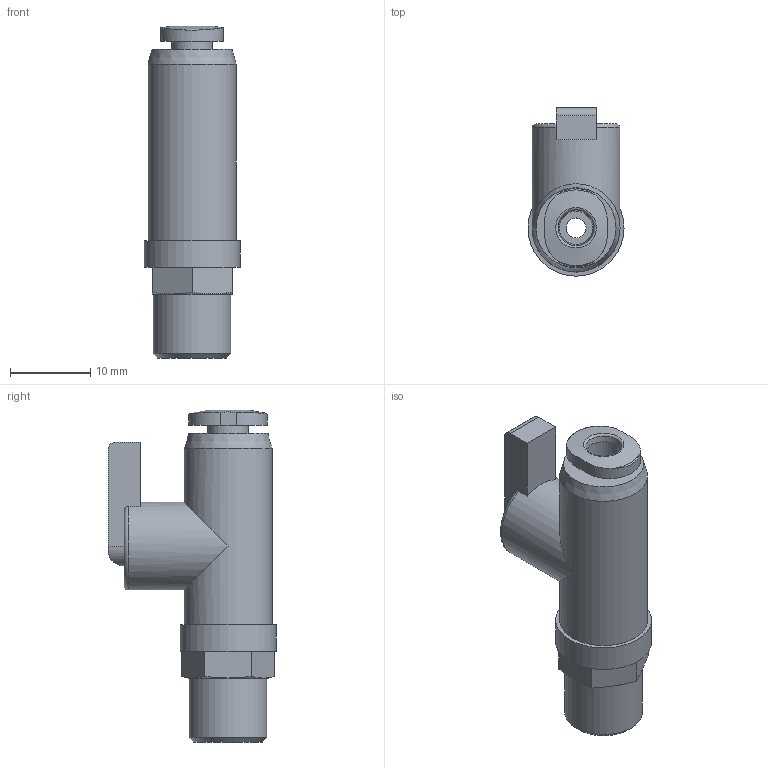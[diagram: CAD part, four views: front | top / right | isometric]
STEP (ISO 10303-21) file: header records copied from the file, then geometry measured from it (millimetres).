
FILE_DESCRIPTION(/* description */ ('STEP AP214'),/* implementation_level */ '2;1');
FILE_NAME(/* name */ '153486_QH-QS-4-1_8',/* time_stamp */ '2024-09-14T05:29:02+02:00',/* author */ ('License CC BY-ND 4.0'),/* organization */ ('CADENAS'),/* preprocessor_version */ 'ST-DEVELOPER v19.3',/* originating_system */ 'PARTsolutions',/* authorisation */ ' ');
FILE_SCHEMA (('AUTOMOTIVE_DESIGN {1 0 10303 214 3 1 1}'));
Length unit declared in the file: millimetre
Products named in the file (1): 153486 QH-QS-4-1/8
Bounding box: 12 x 21 x 41.5 mm (x, y, z)
Volume: 4367.7 mm3; surface area: 2494.9 mm2
Topology: 1 solids, 1 shells, 49 faces, 116 edges, 74 vertices
Faces by surface type: plane 21, cylinder 13, cone 11, torus 4
Full cylindrical faces by diameter (mm): 2.5 x1, 4.2 x1, 5.04 x1, 9.728 x1, 11 x2, 12 x1
Entity records: 1706 total; most frequent: CARTESIAN_POINT 302, DIRECTION 210, ORIENTED_EDGE 196, EDGE_CURVE 98, AXIS2_PLACEMENT_3D 88, VERTEX_POINT 70, EDGE_LOOP 70, FACE_BOUND 70
